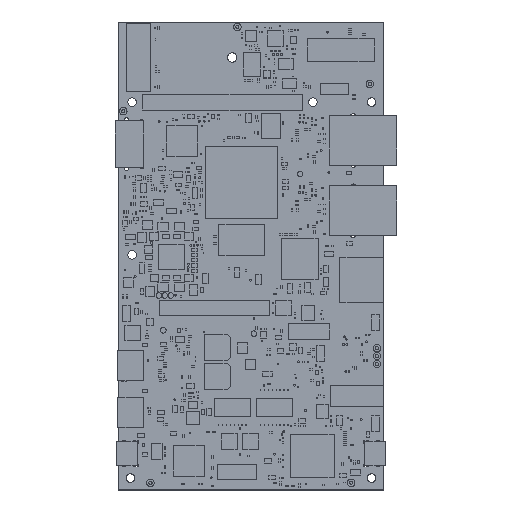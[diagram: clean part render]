
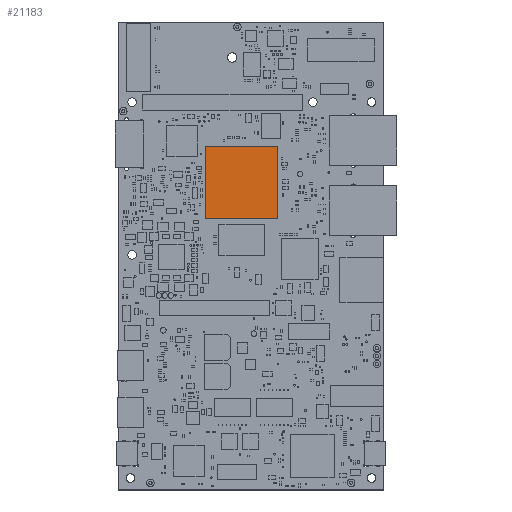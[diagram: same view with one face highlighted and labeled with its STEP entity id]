
A CAD part, top view. The second image highlights one B-rep face of the part: STEP entity #21183.
In plain terms, the highlighted planar face has unit normal (0, 0, 1).
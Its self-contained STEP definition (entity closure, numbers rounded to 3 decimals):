
#12865=FACE_OUTER_BOUND($,#14377,.F.);
#14377=EDGE_LOOP($,(#24867,#24868,#24869,#24870));
#16399=AXIS2_PLACEMENT_3D($,#47927,#39540,$);
#20031=PLANE($,#16399);
#21183=ADVANCED_FACE($,(#12865),#20031,.T.);
#24867=ORIENTED_EDGE($,*,*,#28922,.T.);
#24868=ORIENTED_EDGE($,*,*,#28923,.T.);
#24869=ORIENTED_EDGE($,*,*,#28924,.T.);
#24870=ORIENTED_EDGE($,*,*,#28925,.T.);
#28922=EDGE_CURVE($,#36183,#36184,#33498,.T.);
#28923=EDGE_CURVE($,#36184,#36185,#33499,.T.);
#28924=EDGE_CURVE($,#36185,#36186,#33500,.T.);
#28925=EDGE_CURVE($,#36186,#36183,#33501,.T.);
#31216=VECTOR($,#40904,23.114);
#31217=VECTOR($,#40905,23.114);
#31218=VECTOR($,#40906,23.114);
#31219=VECTOR($,#40907,23.114);
#33498=LINE($,#47926,#31216);
#33499=LINE($,#47927,#31217);
#33500=LINE($,#47928,#31218);
#33501=LINE($,#47929,#31219);
#36183=VERTEX_POINT($,#47926);
#36184=VERTEX_POINT($,#47927);
#36185=VERTEX_POINT($,#47928);
#36186=VERTEX_POINT($,#47929);
#39540=DIRECTION($,(0.,0.,1.));
#40904=DIRECTION($,(0.,-1.,0.));
#40905=DIRECTION($,(-1.,0.,0.));
#40906=DIRECTION($,(0.,1.,0.));
#40907=DIRECTION($,(1.,0.,0.));
#47926=CARTESIAN_POINT('',(11.557,11.557,10.719));
#47927=CARTESIAN_POINT('',(11.557,-11.557,10.719));
#47928=CARTESIAN_POINT('',(-11.557,-11.557,10.719));
#47929=CARTESIAN_POINT('',(-11.557,11.557,10.719));
